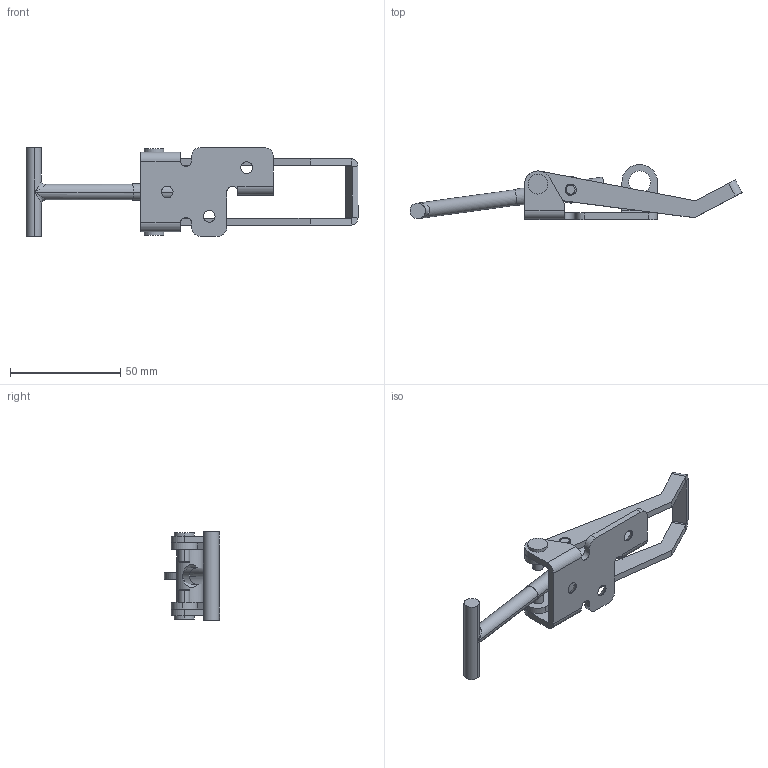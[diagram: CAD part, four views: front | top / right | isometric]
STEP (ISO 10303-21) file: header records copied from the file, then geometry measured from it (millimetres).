
FILE_DESCRIPTION (( 'STEP AP214' ), '1' );
FILE_NAME ('542703 - 703 T LC Stainless.STEP', '2017-02-07T13:41:30', ( '' ), ( '' ), 'SwSTEP 2.0', 'SolidWorks 2015', '' );
FILE_SCHEMA (( 'AUTOMOTIVE_DESIGN' ));
Length unit declared in the file: millimetre
Products named in the file (6): 703 - T-skruv; 703 - Rulle RF; 704 - Rivet Gradin; 703 RF - Bygel; 703 - Platta LC RF; 542703 - 703 T LC Stainless
Assembly tree (6 placements, depth 2):
  542703 - 703 T LC Stainless
    703 - Platta LC RF
    703 RF - Bygel
    704 - Rivet Gradin  x2
    703 - Rulle RF
    703 - T-skruv
Bounding box: 150.26 x 25 x 40.05 mm (x, y, z)
Volume: 20704.9 mm3; surface area: 16328.5 mm2
Topology: 6 solids, 6 shells, 158 faces, 364 edges, 221 vertices
Faces by surface type: cylinder 72, plane 66, cone 18, bspline 2
Entity records: 4749 total; most frequent: CARTESIAN_POINT 1030, DIRECTION 785, ORIENTED_EDGE 676, EDGE_CURVE 338, AXIS2_PLACEMENT_3D 302, VERTEX_POINT 207, VECTOR 181, LINE 181
